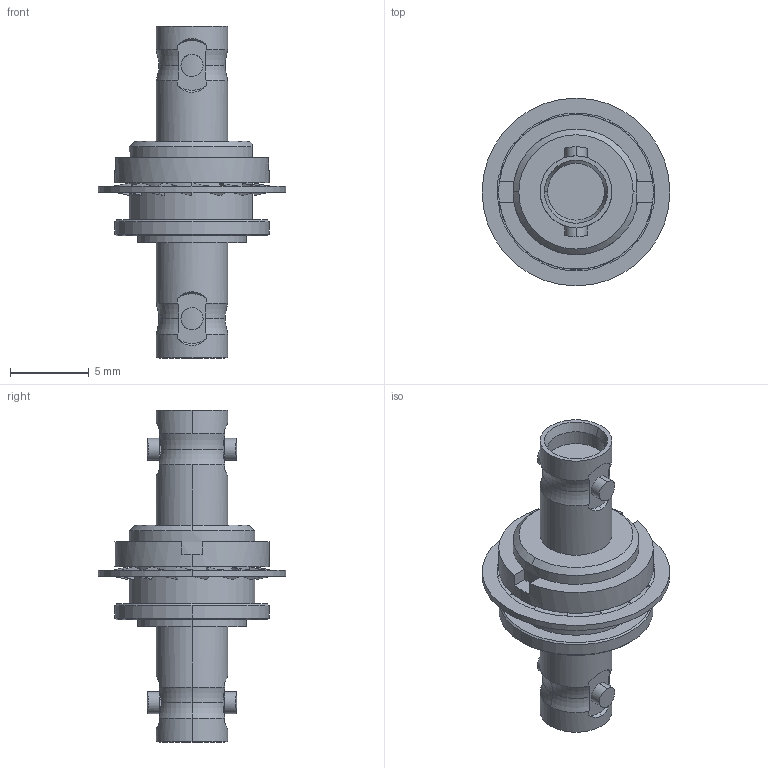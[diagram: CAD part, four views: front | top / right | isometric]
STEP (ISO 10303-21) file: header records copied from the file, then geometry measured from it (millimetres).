
FILE_DESCRIPTION (( 'STEP AP214' ), '1' );
FILE_NAME ('J01293A0001.STEP', '2018-09-20T13:36:34', ( '' ), ( '' ), 'SwSTEP 2.0', 'SolidWorks 2017', '' );
FILE_SCHEMA (( 'AUTOMOTIVE_DESIGN' ));
Length unit declared in the file: millimetre
Products named in the file (1): J01293A0001
Bounding box: 11.9 x 11.9 x 21.05 mm (x, y, z)
Volume: 603.7 mm3; surface area: 773.9 mm2
Topology: 2 solids, 2 shells, 174 faces, 449 edges, 290 vertices
Faces by surface type: plane 61, bspline 42, cylinder 34, cone 25, torus 12
Entity records: 7971 total; most frequent: CARTESIAN_POINT 2003, ORIENTED_EDGE 898, DIRECTION 734, EDGE_CURVE 449, VERTEX_POINT 290, AXIS2_PLACEMENT_3D 251, LINE 232, VECTOR 232
